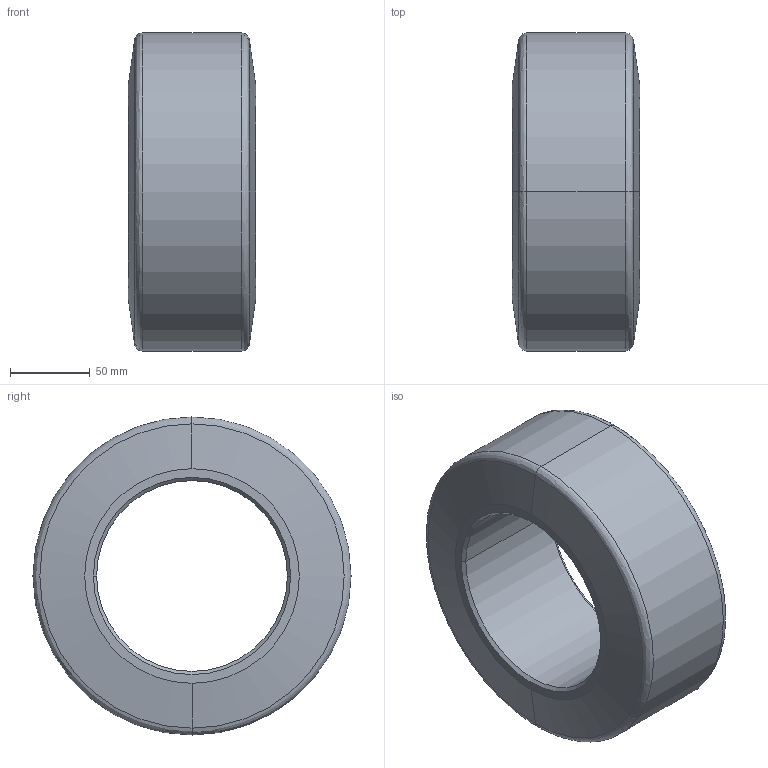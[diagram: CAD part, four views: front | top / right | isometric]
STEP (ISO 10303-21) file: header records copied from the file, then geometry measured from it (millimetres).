
FILE_DESCRIPTION (( 'STEP AP214' ), '1' );
FILE_NAME ('0015856_VUZS-200-080-B120.step', '2018-06-26T07:53:11', ( '' ), ( '' ), 'SwSTEP 2.0', 'SolidWorks 2018', '' );
FILE_SCHEMA (( 'AUTOMOTIVE_DESIGN' ));
Length unit declared in the file: millimetre
Products named in the file (1): 0015856_VUZS-200-080-B120
Bounding box: 80 x 200 x 200 mm (x, y, z)
Volume: 1519354.3 mm3; surface area: 112513.7 mm2
Topology: 1 solids, 1 shells, 18 faces, 38 edges, 22 vertices
Faces by surface type: bspline 6, cone 6, cylinder 4, plane 2
Entity records: 1003 total; most frequent: CARTESIAN_POINT 496, DIRECTION 88, ORIENTED_EDGE 76, AXIS2_PLACEMENT_3D 39, EDGE_CURVE 38, CIRCLE 26, VERTEX_POINT 22, EDGE_LOOP 20
